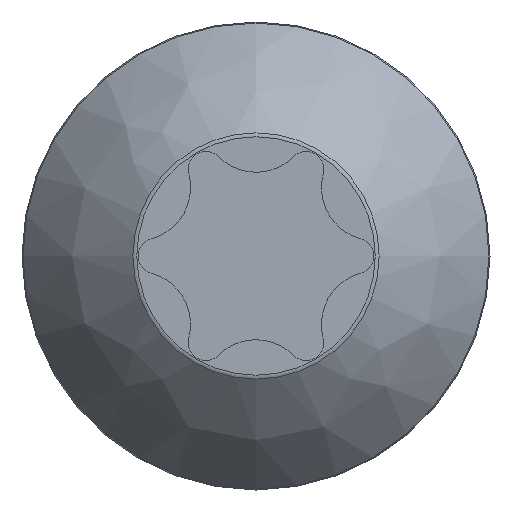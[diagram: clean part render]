
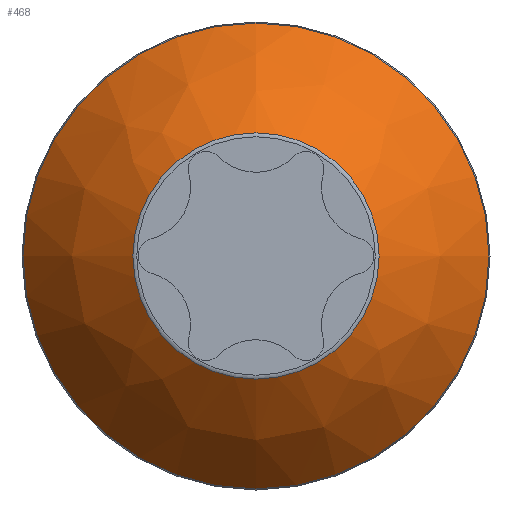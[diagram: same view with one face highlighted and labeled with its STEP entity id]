
A CAD part, left-side view. The second image highlights one B-rep face of the part: STEP entity #468.
In plain terms, the highlighted free-form (B-spline) face has degree [2, 2] with [3, 9] control points.
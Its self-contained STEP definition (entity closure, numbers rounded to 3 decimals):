
#84=(
BOUNDED_SURFACE()
B_SPLINE_SURFACE(2,2,((#788,#789,#790,#791,#792,#793,#794,#795,#796),(#797,
#798,#799,#800,#801,#802,#803,#804,#805),(#806,#807,#808,#809,#810,#811,
#812,#813,#814)),.UNSPECIFIED.,.F.,.T.,.F.)
B_SPLINE_SURFACE_WITH_KNOTS((3,3),(3,2,2,2,3),(-0.973,-0.553),
(-3.142,-1.571,0.,1.571,3.142),
 .UNSPECIFIED.)
GEOMETRIC_REPRESENTATION_ITEM()
RATIONAL_B_SPLINE_SURFACE(((1.,0.707,1.,0.707,1.,
0.707,1.,0.707,1.),(0.978,0.692,
0.978,0.692,0.978,0.692,
0.978,0.692,0.978),(1.,0.707,
1.,0.707,1.,0.707,1.,0.707,1.)))
REPRESENTATION_ITEM('')
SURFACE()
);
#86=FACE_OUTER_BOUND('',#115,.T.);
#115=EDGE_LOOP('',(#323,#324,#325,#326));
#148=CIRCLE('',#520,6.72);
#149=CIRCLE('',#521,11.);
#150=CIRCLE('',#522,3.551);
#199=VERTEX_POINT('',#785);
#200=VERTEX_POINT('',#815);
#248=EDGE_CURVE('',#199,#199,#148,.T.);
#249=EDGE_CURVE('',#199,#200,#149,.T.);
#250=EDGE_CURVE('',#200,#200,#150,.T.);
#323=ORIENTED_EDGE('',*,*,#248,.F.);
#324=ORIENTED_EDGE('',*,*,#249,.T.);
#325=ORIENTED_EDGE('',*,*,#250,.F.);
#326=ORIENTED_EDGE('',*,*,#249,.F.);
#468=ADVANCED_FACE('',(#86),#84,.F.);
#520=AXIS2_PLACEMENT_3D('',#787,#606,#607);
#521=AXIS2_PLACEMENT_3D('',#816,#608,#609);
#522=AXIS2_PLACEMENT_3D('',#817,#610,#611);
#606=DIRECTION('center_axis',(1.,0.,0.));
#607=DIRECTION('ref_axis',(0.,-1.,0.));
#608=DIRECTION('center_axis',(0.,-1.,0.));
#609=DIRECTION('ref_axis',(0.,0.,1.));
#610=DIRECTION('center_axis',(-1.,0.,0.));
#611=DIRECTION('ref_axis',(0.,-1.,0.));
#785=CARTESIAN_POINT('',(-1.049,0.,6.72));
#787=CARTESIAN_POINT('Origin',(-1.049,0.,0.));
#788=CARTESIAN_POINT('Ctrl Pts',(-4.365,0.,
3.551));
#789=CARTESIAN_POINT('Ctrl Pts',(-4.365,-3.551,3.551));
#790=CARTESIAN_POINT('Ctrl Pts',(-4.365,-3.551,0.));
#791=CARTESIAN_POINT('Ctrl Pts',(-4.365,-3.551,-3.551));
#792=CARTESIAN_POINT('Ctrl Pts',(-4.365,0.,
-3.551));
#793=CARTESIAN_POINT('Ctrl Pts',(-4.365,3.551,-3.551));
#794=CARTESIAN_POINT('Ctrl Pts',(-4.365,3.551,0.));
#795=CARTESIAN_POINT('Ctrl Pts',(-4.365,3.551,3.551));
#796=CARTESIAN_POINT('Ctrl Pts',(-4.365,0.,
3.551));
#797=CARTESIAN_POINT('Ctrl Pts',(-3.045,0.,
5.489));
#798=CARTESIAN_POINT('Ctrl Pts',(-3.045,-5.489,5.489));
#799=CARTESIAN_POINT('Ctrl Pts',(-3.045,-5.489,0.));
#800=CARTESIAN_POINT('Ctrl Pts',(-3.045,-5.489,-5.489));
#801=CARTESIAN_POINT('Ctrl Pts',(-3.045,0.,
-5.489));
#802=CARTESIAN_POINT('Ctrl Pts',(-3.045,5.489,-5.489));
#803=CARTESIAN_POINT('Ctrl Pts',(-3.045,5.489,0.));
#804=CARTESIAN_POINT('Ctrl Pts',(-3.045,5.489,5.489));
#805=CARTESIAN_POINT('Ctrl Pts',(-3.045,0.,
5.489));
#806=CARTESIAN_POINT('Ctrl Pts',(-1.049,0.,
6.72));
#807=CARTESIAN_POINT('Ctrl Pts',(-1.049,-6.72,6.72));
#808=CARTESIAN_POINT('Ctrl Pts',(-1.049,-6.72,0.));
#809=CARTESIAN_POINT('Ctrl Pts',(-1.049,-6.72,-6.72));
#810=CARTESIAN_POINT('Ctrl Pts',(-1.049,0.,
-6.72));
#811=CARTESIAN_POINT('Ctrl Pts',(-1.049,6.72,-6.72));
#812=CARTESIAN_POINT('Ctrl Pts',(-1.049,6.72,0.));
#813=CARTESIAN_POINT('Ctrl Pts',(-1.049,6.72,6.72));
#814=CARTESIAN_POINT('Ctrl Pts',(-1.049,0.,
6.72));
#815=CARTESIAN_POINT('',(-4.365,0.,3.551));
#816=CARTESIAN_POINT('Origin',(4.725,0.,-2.643));
#817=CARTESIAN_POINT('Origin',(-4.365,0.,0.));
